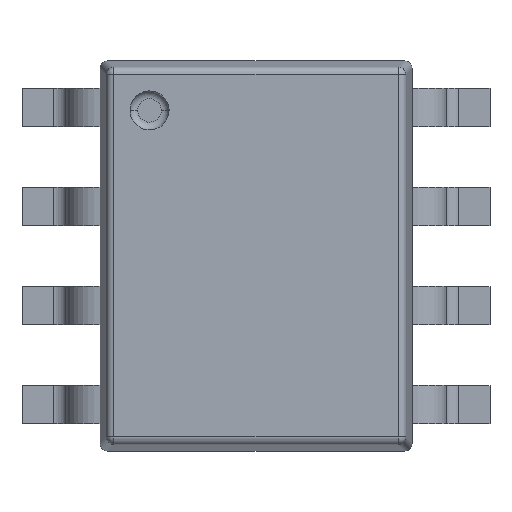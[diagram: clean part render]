
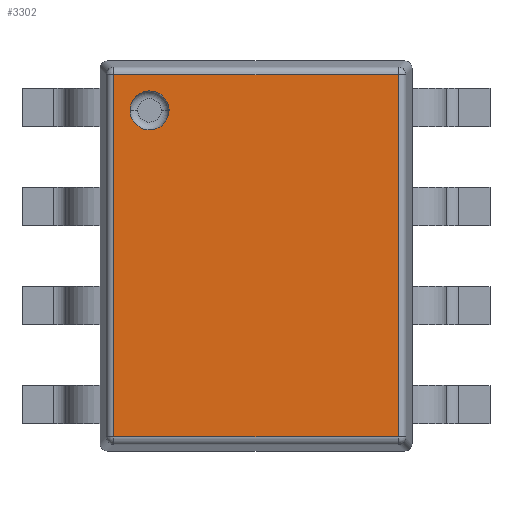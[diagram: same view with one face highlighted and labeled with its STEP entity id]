
A CAD part, top view. The second image highlights one B-rep face of the part: STEP entity #3302.
In plain terms, the highlighted planar face has unit normal (0, 0, 1).
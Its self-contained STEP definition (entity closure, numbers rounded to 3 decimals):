
#451=DIRECTION('',(-1.,0.,0.));
#452=VECTOR('',#451,3.643);
#453=CARTESIAN_POINT('',(1.822,2.322,1.75));
#454=LINE('',#453,#452);
#459=CARTESIAN_POINT('',(-1.365,1.865,1.75));
#460=DIRECTION('',(0.,0.,1.));
#461=DIRECTION('',(-1.,0.,0.));
#462=AXIS2_PLACEMENT_3D('',#459,#460,#461);
#464=CARTESIAN_POINT('',(-1.365,1.865,1.75));
#465=DIRECTION('',(0.,0.,1.));
#466=DIRECTION('',(-0.997,-0.071,0.));
#467=AXIS2_PLACEMENT_3D('',#464,#465,#466);
#469=CARTESIAN_POINT('',(-1.365,1.865,1.75));
#470=DIRECTION('',(0.,0.,1.));
#471=DIRECTION('',(1.,0.,0.));
#472=AXIS2_PLACEMENT_3D('',#469,#470,#471);
#474=CARTESIAN_POINT('',(-1.365,1.865,1.75));
#475=DIRECTION('',(0.,0.,1.));
#476=DIRECTION('',(0.997,0.071,0.));
#477=AXIS2_PLACEMENT_3D('',#474,#475,#476);
#483=DIRECTION('',(1.,0.,0.));
#484=VECTOR('',#483,3.643);
#485=CARTESIAN_POINT('',(-1.822,-2.322,1.75));
#486=LINE('',#485,#484);
#506=DIRECTION('',(0.,-1.,0.));
#507=VECTOR('',#506,4.643);
#508=CARTESIAN_POINT('',(-1.822,2.322,1.75));
#509=LINE('',#508,#507);
#1256=DIRECTION('',(0.,1.,0.));
#1257=VECTOR('',#1256,4.643);
#1258=CARTESIAN_POINT('',(1.822,-2.322,1.75));
#1259=LINE('',#1258,#1257);
#2172=CARTESIAN_POINT('',(-1.822,2.322,1.75));
#2173=VERTEX_POINT('',#2172);
#2174=CARTESIAN_POINT('',(1.822,2.322,1.75));
#2175=VERTEX_POINT('',#2174);
#2176=CARTESIAN_POINT('',(-1.822,-2.322,1.75));
#2177=CARTESIAN_POINT('',(1.822,-2.322,1.75));
#2178=VERTEX_POINT('',#2176);
#2179=VERTEX_POINT('',#2177);
#2180=CARTESIAN_POINT('',(-1.615,1.865,1.75));
#2181=CARTESIAN_POINT('',(-1.614,1.847,1.75));
#2182=VERTEX_POINT('',#2180);
#2183=VERTEX_POINT('',#2181);
#2184=CARTESIAN_POINT('',(-1.115,1.865,1.75));
#2185=VERTEX_POINT('',#2184);
#2186=CARTESIAN_POINT('',(-1.116,1.883,1.75));
#2187=VERTEX_POINT('',#2186);
#3278=CARTESIAN_POINT('',(-2.,2.5,1.75));
#3279=DIRECTION('',(0.,0.,1.));
#3280=DIRECTION('',(-1.,0.,0.));
#3281=AXIS2_PLACEMENT_3D('',#3278,#3279,#3280);
#3282=PLANE('',#3281);
#3284=ORIENTED_EDGE('',*,*,#3283,.F.);
#3286=ORIENTED_EDGE('',*,*,#3285,.F.);
#3287=ORIENTED_EDGE('',*,*,#3262,.F.);
#3289=ORIENTED_EDGE('',*,*,#3288,.F.);
#3290=EDGE_LOOP('',(#3284,#3286,#3287,#3289));
#3291=FACE_OUTER_BOUND('',#3290,.F.);
#3293=ORIENTED_EDGE('',*,*,#3292,.T.);
#3295=ORIENTED_EDGE('',*,*,#3294,.T.);
#3297=ORIENTED_EDGE('',*,*,#3296,.T.);
#3299=ORIENTED_EDGE('',*,*,#3298,.T.);
#3300=EDGE_LOOP('',(#3293,#3295,#3297,#3299));
#3301=FACE_BOUND('',#3300,.F.);
#463=CIRCLE('',#462,0.25);
#468=CIRCLE('',#467,0.25);
#473=CIRCLE('',#472,0.25);
#478=CIRCLE('',#477,0.25);
#3262=EDGE_CURVE('',#2175,#2173,#454,.T.);
#3283=EDGE_CURVE('',#2178,#2179,#486,.T.);
#3285=EDGE_CURVE('',#2173,#2178,#509,.T.);
#3288=EDGE_CURVE('',#2179,#2175,#1259,.T.);
#3292=EDGE_CURVE('',#2182,#2183,#463,.T.);
#3294=EDGE_CURVE('',#2183,#2185,#468,.T.);
#3296=EDGE_CURVE('',#2185,#2187,#473,.T.);
#3298=EDGE_CURVE('',#2187,#2182,#478,.T.);
#3302=ADVANCED_FACE('',(#3291,#3301),#3282,.T.);
